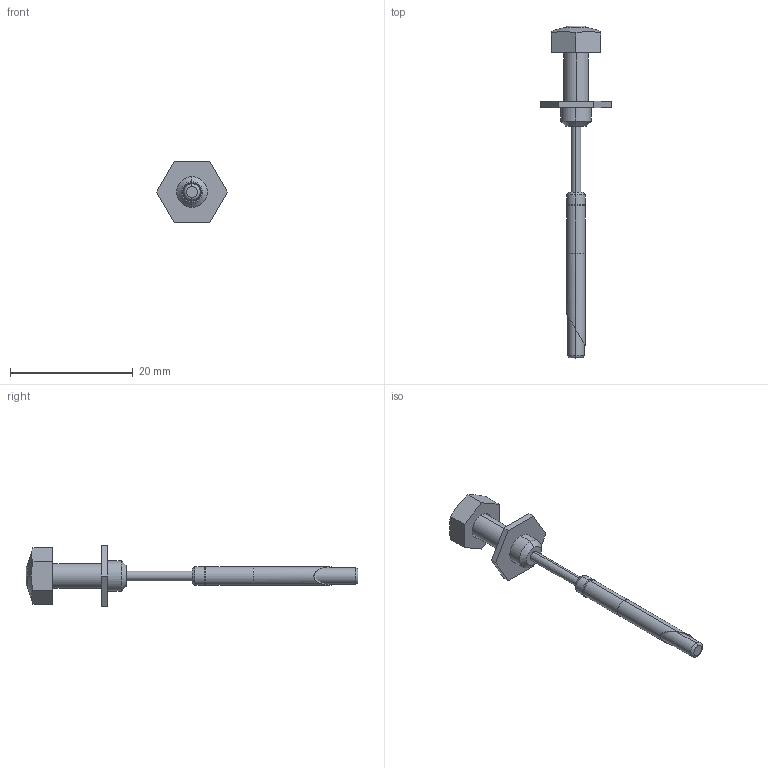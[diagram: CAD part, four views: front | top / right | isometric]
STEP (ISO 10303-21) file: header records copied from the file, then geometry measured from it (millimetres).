
FILE_DESCRIPTION (( 'STEP AP214' ), '1' );
FILE_NAME ('4137~0.STEP', '2020-12-22T06:41:36', ( '' ), ( '' ), 'SwSTEP 2.0', 'SolidWorks 2018', '' );
FILE_SCHEMA (( 'AUTOMOTIVE_DESIGN' ));
Length unit declared in the file: millimetre
Products named in the file (5): GKS-414-0007~-g-k-s_S; 4137~0; 3917~3_M 3 A; KS-113-Master~-k-s_KS-113 23; 2806~1
Assembly tree (4 placements, depth 2):
  4137~0
    KS-113-Master~-k-s_KS-113 23
    GKS-414-0007~-g-k-s_S
    2806~1
    3917~3_M 3 A
Bounding box: 11.55 x 54.1 x 10 mm (x, y, z)
Volume: 768.3 mm3; surface area: 1171.7 mm2
Topology: 6 solids, 6 shells, 66 faces, 134 edges, 84 vertices
Faces by surface type: plane 28, cylinder 24, cone 10, torus 2, sphere 2
Entity records: 2104 total; most frequent: DIRECTION 338, CARTESIAN_POINT 321, ORIENTED_EDGE 268, AXIS2_PLACEMENT_3D 137, EDGE_CURVE 134, VERTEX_POINT 84, EDGE_LOOP 74, ADVANCED_FACE 66
